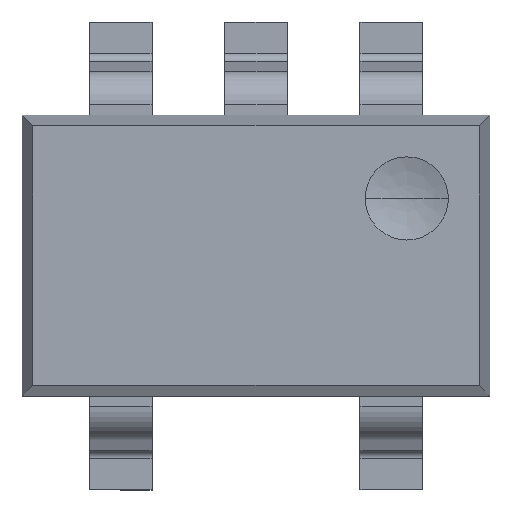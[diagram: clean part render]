
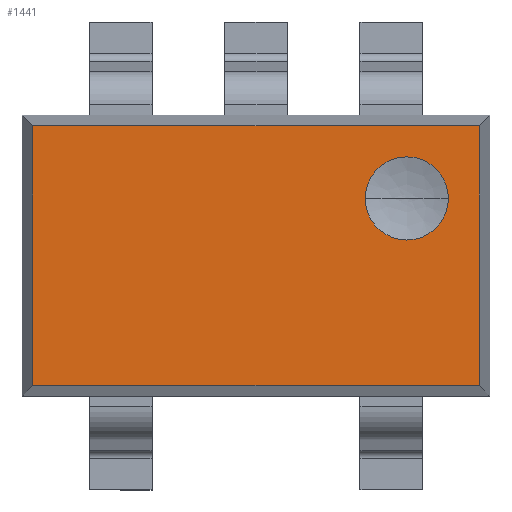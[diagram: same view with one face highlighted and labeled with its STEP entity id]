
A CAD part, top view. The second image highlights one B-rep face of the part: STEP entity #1441.
In plain terms, the highlighted planar face has unit normal (0, 0, 1).
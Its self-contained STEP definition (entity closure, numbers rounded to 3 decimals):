
#481 = CARTESIAN_POINT ( 'NONE',  ( -1.074, 0.624, 0.35 ) ) ;
#488 = CARTESIAN_POINT ( 'NONE',  ( 1.074, 0.624, 0.35 ) ) ;
#534 = CARTESIAN_POINT ( 'NONE',  ( 1.074, -0.624, 0.35 ) ) ;
#555 = LINE ( 'NONE', #624, #623 ) ;
#568 = LINE ( 'NONE', #582, #581 ) ;
#580 = DIRECTION ( 'NONE',  ( 0., 1., 0. ) ) ;
#581 = VECTOR ( 'NONE', #580, 1000. ) ;
#582 = CARTESIAN_POINT ( 'NONE',  ( 1.074, -0.675, 0.35 ) ) ;
#622 = DIRECTION ( 'NONE',  ( 1., 0., 0. ) ) ;
#623 = VECTOR ( 'NONE', #622, 1000. ) ;
#624 = CARTESIAN_POINT ( 'NONE',  ( -1.125, -0.624, 0.35 ) ) ;
#629 = DIRECTION ( 'NONE',  ( 0., -1., 0. ) ) ;
#630 = VECTOR ( 'NONE', #629, 1000. ) ;
#631 = CARTESIAN_POINT ( 'NONE',  ( -1.074, -0.675, 0.35 ) ) ;
#632 = LINE ( 'NONE', #631, #630 ) ;
#634 = CARTESIAN_POINT ( 'NONE',  ( -1.074, -0.624, 0.35 ) ) ;
#666 = DIRECTION ( 'NONE',  ( 1., 0., 0. ) ) ;
#697 = DIRECTION ( 'NONE',  ( 0., 0., 1. ) ) ;
#702 = CARTESIAN_POINT ( 'NONE',  ( 0.925, 0.275, 0.35 ) ) ;
#706 = CARTESIAN_POINT ( 'NONE',  ( -1.125, -0.675, 0.35 ) ) ;
#722 = PLANE ( 'NONE',  #729 ) ;
#729 = AXIS2_PLACEMENT_3D ( 'NONE', #706, #697, #666 ) ;
#743 = DIRECTION ( 'NONE',  ( -1., 0., 0. ) ) ;
#745 = CARTESIAN_POINT ( 'NONE',  ( -1.125, 0.624, 0.35 ) ) ;
#746 = LINE ( 'NONE', #745, #766 ) ;
#766 = VECTOR ( 'NONE', #743, 1000. ) ;
#799 = DIRECTION ( 'NONE',  ( -1., 0., 0. ) ) ;
#800 = DIRECTION ( 'NONE',  ( 0., 0., -1. ) ) ;
#806 = FACE_OUTER_BOUND ( 'NONE', #1431, .T. ) ;
#807 = AXIS2_PLACEMENT_3D ( 'NONE', #817, #800, #799 ) ;
#812 = CIRCLE ( 'NONE', #807, 0.2 ) ;
#817 = CARTESIAN_POINT ( 'NONE',  ( 0.725, 0.275, 0.35 ) ) ;
#822 = FACE_BOUND ( 'NONE', #1365, .T. ) ;
#875 = CARTESIAN_POINT ( 'NONE',  ( 0.525, 0.275, 0.35 ) ) ;
#885 = CIRCLE ( 'NONE', #904, 0.2 ) ;
#901 = DIRECTION ( 'NONE',  ( -1., 0., 0. ) ) ;
#902 = DIRECTION ( 'NONE',  ( 0., 0., -1. ) ) ;
#903 = CARTESIAN_POINT ( 'NONE',  ( 0.725, 0.275, 0.35 ) ) ;
#904 = AXIS2_PLACEMENT_3D ( 'NONE', #903, #902, #901 ) ;
#1355 = VERTEX_POINT ( 'NONE', #481 ) ;
#1359 = VERTEX_POINT ( 'NONE', #488 ) ;
#1360 = ORIENTED_EDGE ( 'NONE', *, *, #1420, .T. ) ;
#1361 = EDGE_CURVE ( 'NONE', #1367, #1359, #568, .T. ) ;
#1364 = ORIENTED_EDGE ( 'NONE', *, *, #1475, .T. ) ;
#1365 = EDGE_LOOP ( 'NONE', ( #1364, #1416 ) ) ;
#1367 = VERTEX_POINT ( 'NONE', #534 ) ;
#1373 = ORIENTED_EDGE ( 'NONE', *, *, #1361, .T. ) ;
#1415 = EDGE_CURVE ( 'NONE', #1355, #1418, #632, .T. ) ;
#1416 = ORIENTED_EDGE ( 'NONE', *, *, #1437, .T. ) ;
#1418 = VERTEX_POINT ( 'NONE', #634 ) ;
#1419 = ORIENTED_EDGE ( 'NONE', *, *, #1415, .T. ) ;
#1420 = EDGE_CURVE ( 'NONE', #1418, #1367, #555, .T. ) ;
#1431 = EDGE_LOOP ( 'NONE', ( #1432, #1419, #1360, #1373 ) ) ;
#1432 = ORIENTED_EDGE ( 'NONE', *, *, #1478, .T. ) ;
#1434 = VERTEX_POINT ( 'NONE', #702 ) ;
#1437 = EDGE_CURVE ( 'NONE', #1434, #1472, #812, .T. ) ;
#1441 = ADVANCED_FACE ( 'NONE', ( #806, #822 ), #722, .T. ) ;
#1472 = VERTEX_POINT ( 'NONE', #875 ) ;
#1475 = EDGE_CURVE ( 'NONE', #1472, #1434, #885, .T. ) ;
#1478 = EDGE_CURVE ( 'NONE', #1359, #1355, #746, .T. ) ;
